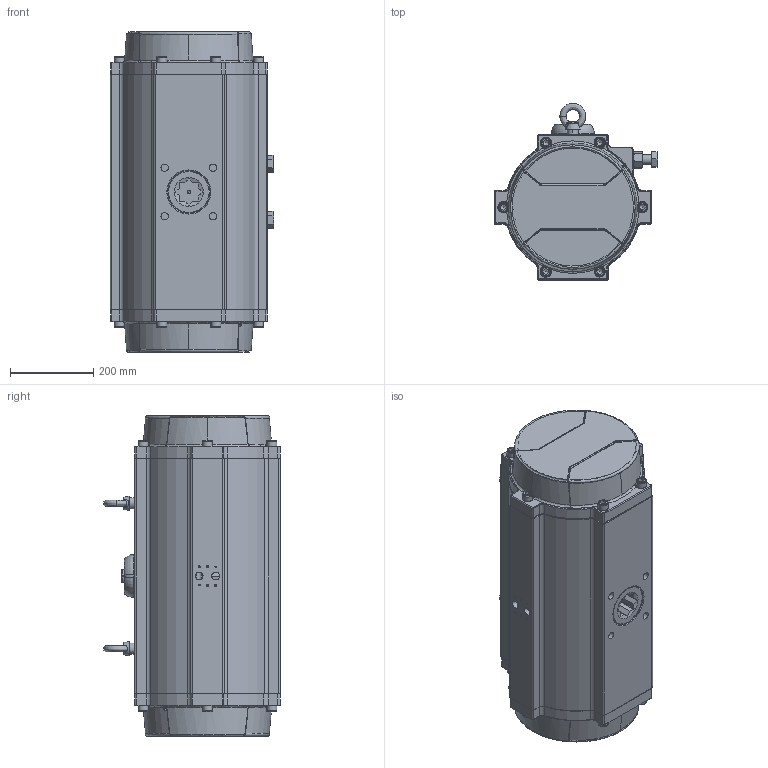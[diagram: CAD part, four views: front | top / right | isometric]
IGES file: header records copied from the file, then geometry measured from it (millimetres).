
Global section: file name: GTEA-300 actuator - 3D Solid model drawings for CAD systems.igs; native system: By Siemens PLM Incorporated; preprocessor: XPlus GENERIC/IGES 26.1.183; author: Xiaofan Zhang; organization: Rotork; date: 20260211.091233; units: millimetre
Bounding box: 394.22 x 426.48 x 771 mm (x, y, z)
Surface area: 1363317.4 mm2 (no closed solid volume)
Topology: 0 solids, 0 shells, 965 faces, 5013 edges, 4873 vertices
Faces by surface type: revolution 499, extrusion 338, bspline 128
